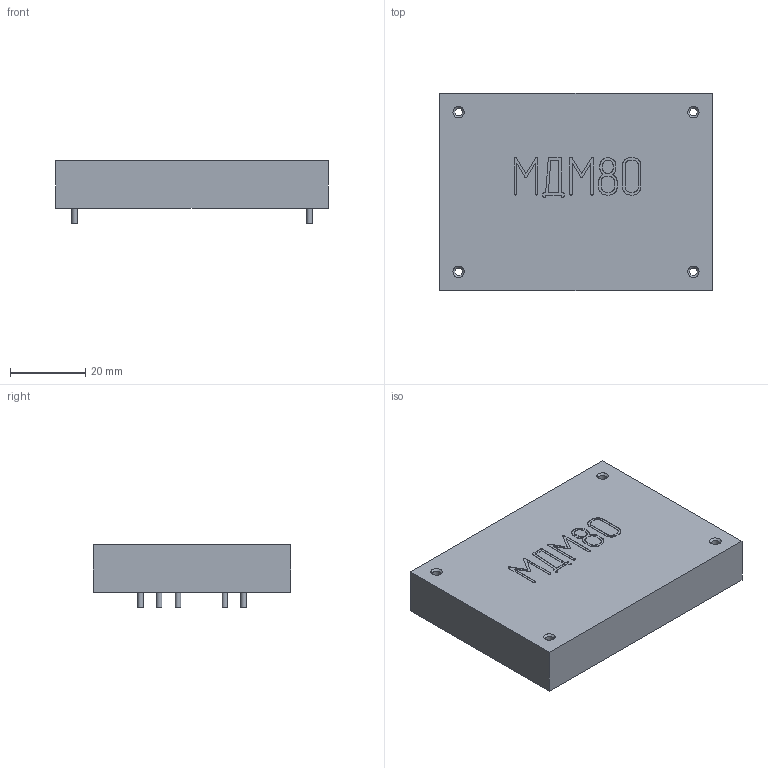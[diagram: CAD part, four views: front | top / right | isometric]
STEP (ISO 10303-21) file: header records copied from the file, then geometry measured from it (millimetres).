
FILE_DESCRIPTION(('STEP AP214'), '1');
FILE_NAME('ﾌﾄﾌ80', '2017-10-05T11:25:11', ('user'), (''), 'ASCON STEP Converter 1.3', 'ASCON Math Kernel', '');
FILE_SCHEMA(('AUTOMOTIVE_DESIGN { 1 0 10303 214 3 1 1}'));
Length unit declared in the file: millimetre
Bounding box: 72.5 x 52.5 x 16.7 mm (x, y, z)
Volume: 48228.1 mm3; surface area: 11273.6 mm2
Topology: 1 solids, 1 shells, 393 faces, 1115 edges, 742 vertices
Faces by surface type: cylinder 279, plane 110, cone 4
Full cylindrical faces by diameter (mm): 1.5 x9, 2.013 x4
Entity records: 16158 total; most frequent: DIRECTION 2448, CARTESIAN_POINT 2234, ORIENTED_EDGE 2196, EDGE_CURVE 1098, AXIS2_PLACEMENT_3D 956, VERTEX_POINT 742, CIRCLE 562, LINE 536
